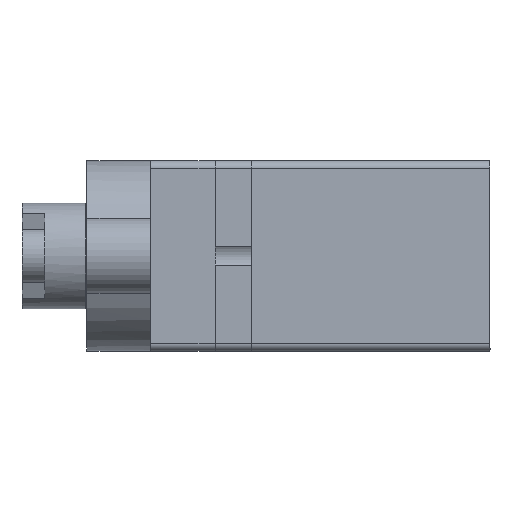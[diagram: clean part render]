
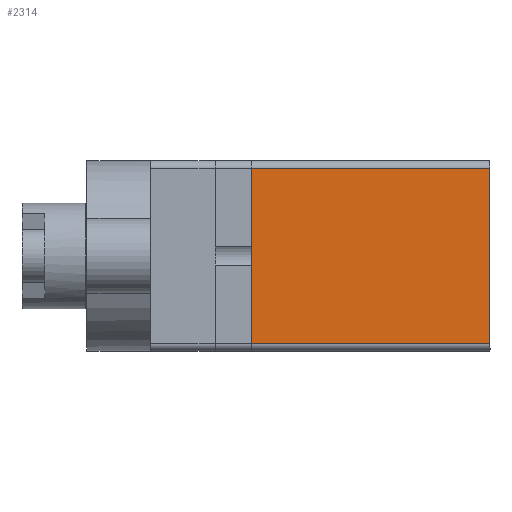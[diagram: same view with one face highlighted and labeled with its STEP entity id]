
A CAD part, left-side view. The second image highlights one B-rep face of the part: STEP entity #2314.
In plain terms, the highlighted planar face has unit normal (-1, 0, 0).
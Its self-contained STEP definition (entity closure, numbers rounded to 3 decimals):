
#112=PLANE('',#2517);
#210=FACE_OUTER_BOUND('',#346,.T.);
#346=EDGE_LOOP('',(#1722,#1723,#1724,#1725));
#633=LINE('',#3550,#853);
#635=LINE('',#3559,#855);
#652=LINE('',#3597,#872);
#653=LINE('',#3598,#873);
#853=VECTOR('',#2822,10.);
#855=VECTOR('',#2830,10.);
#872=VECTOR('',#2881,10.);
#873=VECTOR('',#2882,10.);
#1099=VERTEX_POINT('',#3547);
#1100=VERTEX_POINT('',#3549);
#1103=VERTEX_POINT('',#3556);
#1104=VERTEX_POINT('',#3558);
#1319=EDGE_CURVE('',#1099,#1100,#633,.T.);
#1323=EDGE_CURVE('',#1104,#1103,#635,.T.);
#1343=EDGE_CURVE('',#1099,#1104,#652,.T.);
#1344=EDGE_CURVE('',#1100,#1103,#653,.T.);
#1722=ORIENTED_EDGE('',*,*,#1343,.T.);
#1723=ORIENTED_EDGE('',*,*,#1323,.T.);
#1724=ORIENTED_EDGE('',*,*,#1344,.F.);
#1725=ORIENTED_EDGE('',*,*,#1319,.F.);
#2314=ADVANCED_FACE('',(#210),#112,.T.);
#2517=AXIS2_PLACEMENT_3D('',#3596,#2879,#2880);
#2822=DIRECTION('',(0.,-1.,0.));
#2830=DIRECTION('',(0.,-1.,0.));
#2879=DIRECTION('center_axis',(-1.,0.,0.));
#2880=DIRECTION('ref_axis',(0.,0.,1.));
#2881=DIRECTION('',(0.,0.,-1.));
#2882=DIRECTION('',(0.,0.,-1.));
#3547=CARTESIAN_POINT('',(0.,12.1,15.8));
#3549=CARTESIAN_POINT('',(0.,0.5,15.8));
#3550=CARTESIAN_POINT('',(0.,12.1,15.8));
#3556=CARTESIAN_POINT('',(0.,0.5,0.));
#3558=CARTESIAN_POINT('',(0.,12.1,0.));
#3559=CARTESIAN_POINT('',(0.,12.1,0.));
#3596=CARTESIAN_POINT('Origin',(0.,12.6,
7.9));
#3597=CARTESIAN_POINT('',(0.,12.1,15.8));
#3598=CARTESIAN_POINT('',(0.,0.5,15.8));
